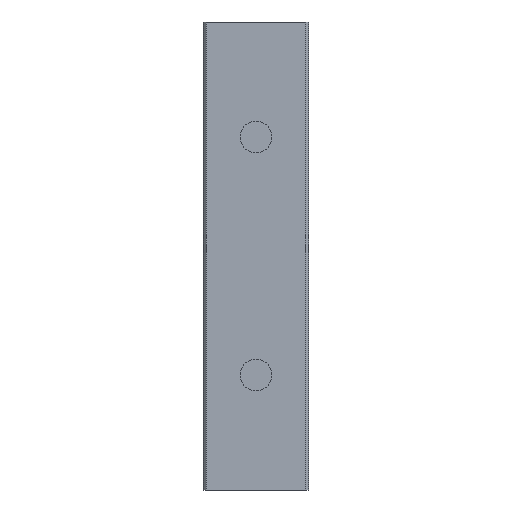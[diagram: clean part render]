
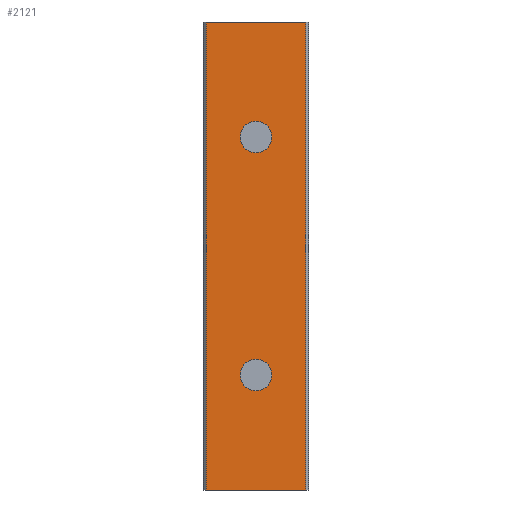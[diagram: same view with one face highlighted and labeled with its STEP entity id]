
A CAD part, front view. The second image highlights one B-rep face of the part: STEP entity #2121.
In plain terms, the highlighted planar face has unit normal (0, -1, 0).
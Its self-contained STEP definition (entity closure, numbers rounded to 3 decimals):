
#118 = ORIENTED_EDGE ( 'NONE', *, *, #707, .F. ) ;
#131 = ORIENTED_EDGE ( 'NONE', *, *, #706, .T. ) ;
#160 = ORIENTED_EDGE ( 'NONE', *, *, #694, .T. ) ;
#183 = ORIENTED_EDGE ( 'NONE', *, *, #666, .T. ) ;
#210 = ORIENTED_EDGE ( 'NONE', *, *, #709, .F. ) ;
#243 = ORIENTED_EDGE ( 'NONE', *, *, #697, .T. ) ;
#246 = LINE ( 'NONE', #599, #851 ) ;
#254 = EDGE_LOOP ( 'NONE', ( #131 ) ) ;
#511 = CARTESIAN_POINT ( 'NONE',  ( 0., 0., -178. ) ) ;
#512 = DIRECTION ( 'NONE',  ( 0., 1., 0. ) ) ;
#513 = DIRECTION ( 'NONE',  ( 0., 0., 1. ) ) ;
#572 = CARTESIAN_POINT ( 'NONE',  ( 25., 0., -236. ) ) ;
#573 = DIRECTION ( 'NONE',  ( 0., 0., 1. ) ) ;
#578 = CARTESIAN_POINT ( 'NONE',  ( 25., 0., -236. ) ) ;
#579 = DIRECTION ( 'NONE',  ( 1., 0., 0. ) ) ;
#595 = CARTESIAN_POINT ( 'NONE',  ( 0., 0., -58. ) ) ;
#597 = DIRECTION ( 'NONE',  ( 0., 1., 0. ) ) ;
#598 = DIRECTION ( 'NONE',  ( 0., 0., 1. ) ) ;
#599 = CARTESIAN_POINT ( 'NONE',  ( 25., 0., 0. ) ) ;
#600 = DIRECTION ( 'NONE',  ( 1., 0., 0. ) ) ;
#604 = CARTESIAN_POINT ( 'NONE',  ( -25., 0., -236. ) ) ;
#605 = DIRECTION ( 'NONE',  ( 0., 0., 1. ) ) ;
#666 = EDGE_CURVE ( 'NONE', #1703, #1703, #1517, .T. ) ;
#694 = EDGE_CURVE ( 'NONE', #1114, #1102, #1566, .T. ) ;
#697 = EDGE_CURVE ( 'NONE', #1107, #1114, #1572, .T. ) ;
#706 = EDGE_CURVE ( 'NONE', #1711, #1711, #852, .T. ) ;
#707 = EDGE_CURVE ( 'NONE', #1103, #1102, #246, .T. ) ;
#709 = EDGE_CURVE ( 'NONE', #1107, #1103, #855, .T. ) ;
#851 = VECTOR ( 'NONE', #600, 1000. ) ;
#852 = CIRCLE ( 'NONE', #1144, 8. ) ;
#855 = LINE ( 'NONE', #604, #856 ) ;
#856 = VECTOR ( 'NONE', #605, 1000. ) ;
#1049 = FACE_OUTER_BOUND ( 'NONE', #1292, .T. ) ;
#1058 = FACE_BOUND ( 'NONE', #254, .T. ) ;
#1062 = FACE_BOUND ( 'NONE', #1276, .T. ) ;
#1102 = VERTEX_POINT ( 'NONE', #2045 ) ;
#1103 = VERTEX_POINT ( 'NONE', #2033 ) ;
#1107 = VERTEX_POINT ( 'NONE', #2049 ) ;
#1114 = VERTEX_POINT ( 'NONE', #2056 ) ;
#1138 = AXIS2_PLACEMENT_3D ( 'NONE', #511, #512, #513 ) ;
#1144 = AXIS2_PLACEMENT_3D ( 'NONE', #595, #597, #598 ) ;
#1230 = AXIS2_PLACEMENT_3D ( 'NONE', #1650, #1651, #1652 ) ;
#1276 = EDGE_LOOP ( 'NONE', ( #183 ) ) ;
#1292 = EDGE_LOOP ( 'NONE', ( #118, #210, #243, #160 ) ) ;
#1517 = CIRCLE ( 'NONE', #1138, 8. ) ;
#1566 = LINE ( 'NONE', #572, #1567 ) ;
#1567 = VECTOR ( 'NONE', #573, 1000. ) ;
#1572 = LINE ( 'NONE', #578, #1573 ) ;
#1573 = VECTOR ( 'NONE', #579, 1000. ) ;
#1649 = PLANE ( 'NONE',  #1230 ) ;
#1650 = CARTESIAN_POINT ( 'NONE',  ( 25., 0., -236. ) ) ;
#1651 = DIRECTION ( 'NONE',  ( 0., -1., 0. ) ) ;
#1652 = DIRECTION ( 'NONE',  ( 1., 0., 0. ) ) ;
#1690 = CARTESIAN_POINT ( 'NONE',  ( 0., 0., -170. ) ) ;
#1703 = VERTEX_POINT ( 'NONE', #1690 ) ;
#1711 = VERTEX_POINT ( 'NONE', #1712 ) ;
#1712 = CARTESIAN_POINT ( 'NONE',  ( 0., 0., -50. ) ) ;
#2033 = CARTESIAN_POINT ( 'NONE',  ( -25., 0., 0. ) ) ;
#2045 = CARTESIAN_POINT ( 'NONE',  ( 25., 0., 0. ) ) ;
#2049 = CARTESIAN_POINT ( 'NONE',  ( -25., 0., -236. ) ) ;
#2056 = CARTESIAN_POINT ( 'NONE',  ( 25., 0., -236. ) ) ;
#2121 = ADVANCED_FACE ( 'NONE', ( #1058, #1049, #1062 ), #1649, .T. ) ;
